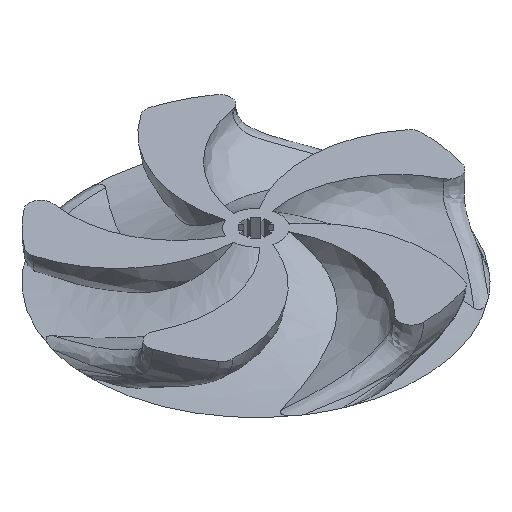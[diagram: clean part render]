
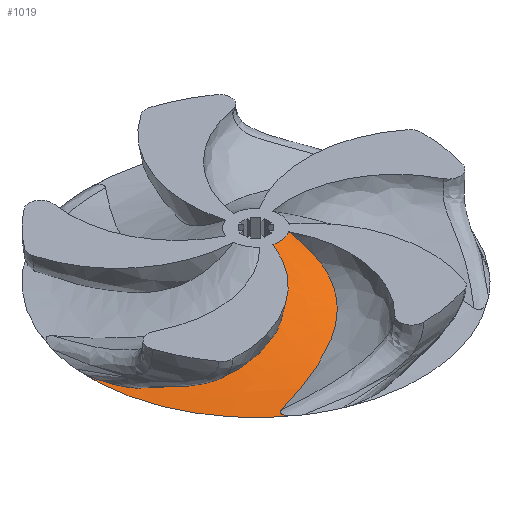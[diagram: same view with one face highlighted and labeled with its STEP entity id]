
A CAD part, isometric view. The second image highlights one B-rep face of the part: STEP entity #1019.
In plain terms, the highlighted free-form (B-spline) face has degree [2, 2] with [3, 5] control points.
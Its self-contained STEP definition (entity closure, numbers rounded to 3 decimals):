
#19=(
BOUNDED_SURFACE()
B_SPLINE_SURFACE(2,2,((#3547,#3548,#3549,#3550,#3551),(#3552,#3553,#3554,
#3555,#3556),(#3557,#3558,#3559,#3560,#3561)),.UNSPECIFIED.,.F.,.F.,.F.)
B_SPLINE_SURFACE_WITH_KNOTS((3,3),(3,2,3),(-2.214,-1.571),
(-1.126,0.,1.126),
 .UNSPECIFIED.)
GEOMETRIC_REPRESENTATION_ITEM()
RATIONAL_B_SPLINE_SURFACE(((1.,0.846,1.,0.846,1.),(0.949,
0.802,0.949,0.802,0.949),
(1.,0.846,1.,0.846,1.)))
REPRESENTATION_ITEM('')
SURFACE()
);
#20=B_SPLINE_CURVE_WITH_KNOTS('',3,(#1534,#1535,#1536,#1537,#1538,#1539,
#1540,#1541,#1542,#1543),.UNSPECIFIED.,.F.,.F.,(4,2,2,2,4),(0.,0.229,
0.678,1.016,1.378),.UNSPECIFIED.);
#28=B_SPLINE_CURVE_WITH_KNOTS('',3,(#1754,#1755,#1756,#1757,#1758,#1759,
#1760,#1761,#1762,#1763,#1764,#1765,#1766,#1767,#1768,#1769),
 .UNSPECIFIED.,.F.,.F.,(4,2,2,2,2,2,2,4),(0.,0.701,2.036,
3.408,5.055,7.232,8.433,8.907),
 .UNSPECIFIED.);
#51=B_SPLINE_CURVE_WITH_KNOTS('',3,(#2730,#2731,#2732,#2733,#2734,#2735,
#2736,#2737,#2738,#2739,#2740,#2741,#2742,#2743,#2744,#2745),
 .UNSPECIFIED.,.F.,.F.,(4,2,2,2,2,2,2,4),(0.,0.559,0.772,
0.885,0.964,1.039,1.133,1.247),
 .UNSPECIFIED.);
#54=B_SPLINE_CURVE_WITH_KNOTS('',3,(#2803,#2804,#2805,#2806,#2807,#2808,
#2809,#2810,#2811,#2812,#2813,#2814,#2815,#2816,#2817,#2818),
 .UNSPECIFIED.,.F.,.F.,(4,2,2,2,2,2,2,4),(0.002,1.547,
2.385,4.336,5.845,7.152,8.134,
9.131),.UNSPECIFIED.);
#106=CIRCLE('',#1049,70.);
#126=CIRCLE('',#1089,10.);
#181=FACE_OUTER_BOUND('',#238,.T.);
#238=EDGE_LOOP('',(#879,#880,#881,#882,#883,#884));
#396=VERTEX_POINT('',#1307);
#404=VERTEX_POINT('',#1323);
#443=VERTEX_POINT('',#1533);
#449=VERTEX_POINT('',#1753);
#468=VERTEX_POINT('',#2729);
#470=VERTEX_POINT('',#2802);
#505=EDGE_CURVE('',#396,#404,#106,.T.);
#565=EDGE_CURVE('',#443,#396,#20,.T.);
#573=EDGE_CURVE('',#449,#443,#28,.T.);
#604=EDGE_CURVE('',#404,#468,#51,.T.);
#607=EDGE_CURVE('',#468,#470,#54,.T.);
#634=EDGE_CURVE('',#449,#470,#126,.T.);
#879=ORIENTED_EDGE('',*,*,#604,.T.);
#880=ORIENTED_EDGE('',*,*,#607,.T.);
#881=ORIENTED_EDGE('',*,*,#634,.F.);
#882=ORIENTED_EDGE('',*,*,#573,.T.);
#883=ORIENTED_EDGE('',*,*,#565,.T.);
#884=ORIENTED_EDGE('',*,*,#505,.T.);
#1019=ADVANCED_FACE('',(#181),#19,.T.);
#1049=AXIS2_PLACEMENT_3D('',#1325,#1134,#1135);
#1089=AXIS2_PLACEMENT_3D('',#3562,#1273,#1274);
#1134=DIRECTION('center_axis',(0.,0.,1.));
#1135=DIRECTION('ref_axis',(1.,0.,0.));
#1273=DIRECTION('center_axis',(0.,0.,1.));
#1274=DIRECTION('ref_axis',(1.,0.,0.));
#1307=CARTESIAN_POINT('',(-69.714,6.319,0.));
#1323=CARTESIAN_POINT('',(-38.486,-58.471,0.));
#1325=CARTESIAN_POINT('Origin',(0.,0.,0.));
#1533=CARTESIAN_POINT('',(-62.582,-14.911,0.161));
#1534=CARTESIAN_POINT('Ctrl Pts',(-62.582,-14.911,0.161));
#1535=CARTESIAN_POINT('Ctrl Pts',(-63.201,-14.465,0.132));
#1536=CARTESIAN_POINT('Ctrl Pts',(-63.837,-13.818,0.109));
#1537=CARTESIAN_POINT('Ctrl Pts',(-65.711,-11.329,0.052));
#1538=CARTESIAN_POINT('Ctrl Pts',(-66.871,-9.023,0.031));
#1539=CARTESIAN_POINT('Ctrl Pts',(-68.503,-4.276,0.008));
#1540=CARTESIAN_POINT('Ctrl Pts',(-69.045,-2.089,0.004));
#1541=CARTESIAN_POINT('Ctrl Pts',(-69.749,2.31,0.));
#1542=CARTESIAN_POINT('Ctrl Pts',(-69.878,4.507,0.));
#1543=CARTESIAN_POINT('Ctrl Pts',(-69.714,6.319,0.));
#1753=CARTESIAN_POINT('',(-2.555,-9.668,20.));
#1754=CARTESIAN_POINT('Ctrl Pts',(-2.555,-9.668,20.));
#1755=CARTESIAN_POINT('Ctrl Pts',(-3.207,-11.423,18.603));
#1756=CARTESIAN_POINT('Ctrl Pts',(-4.001,-13.17,17.283));
#1757=CARTESIAN_POINT('Ctrl Pts',(-6.902,-18.105,13.659));
#1758=CARTESIAN_POINT('Ctrl Pts',(-9.263,-20.668,11.884));
#1759=CARTESIAN_POINT('Ctrl Pts',(-14.655,-24.616,8.904));
#1760=CARTESIAN_POINT('Ctrl Pts',(-17.798,-26.039,7.675));
#1761=CARTESIAN_POINT('Ctrl Pts',(-25.404,-27.835,5.329));
#1762=CARTESIAN_POINT('Ctrl Pts',(-29.782,-27.891,4.345));
#1763=CARTESIAN_POINT('Ctrl Pts',(-39.875,-26.46,2.438));
#1764=CARTESIAN_POINT('Ctrl Pts',(-45.6,-24.467,1.639));
#1765=CARTESIAN_POINT('Ctrl Pts',(-53.801,-20.486,0.759));
#1766=CARTESIAN_POINT('Ctrl Pts',(-56.667,-18.858,0.512));
#1767=CARTESIAN_POINT('Ctrl Pts',(-60.466,-16.393,0.268));
#1768=CARTESIAN_POINT('Ctrl Pts',(-61.533,-15.665,0.209));
#1769=CARTESIAN_POINT('Ctrl Pts',(-62.582,-14.911,0.161));
#2729=CARTESIAN_POINT('',(-41.327,-52.123,0.061));
#2730=CARTESIAN_POINT('Ctrl Pts',(-38.486,-58.471,0.));
#2731=CARTESIAN_POINT('Ctrl Pts',(-40.043,-57.446,0.));
#2732=CARTESIAN_POINT('Ctrl Pts',(-41.247,-56.425,0.));
#2733=CARTESIAN_POINT('Ctrl Pts',(-42.277,-55.15,0.001));
#2734=CARTESIAN_POINT('Ctrl Pts',(-42.555,-54.738,0.002));
#2735=CARTESIAN_POINT('Ctrl Pts',(-42.801,-54.093,0.005));
#2736=CARTESIAN_POINT('Ctrl Pts',(-42.858,-53.853,0.007));
#2737=CARTESIAN_POINT('Ctrl Pts',(-42.853,-53.445,0.011));
#2738=CARTESIAN_POINT('Ctrl Pts',(-42.821,-53.282,0.013));
#2739=CARTESIAN_POINT('Ctrl Pts',(-42.692,-52.981,0.019));
#2740=CARTESIAN_POINT('Ctrl Pts',(-42.6,-52.852,0.022));
#2741=CARTESIAN_POINT('Ctrl Pts',(-42.35,-52.595,0.03));
#2742=CARTESIAN_POINT('Ctrl Pts',(-42.182,-52.48,0.035));
#2743=CARTESIAN_POINT('Ctrl Pts',(-41.793,-52.275,0.047));
#2744=CARTESIAN_POINT('Ctrl Pts',(-41.559,-52.189,0.054));
#2745=CARTESIAN_POINT('Ctrl Pts',(-41.327,-52.123,0.061));
#2802=CARTESIAN_POINT('',(5.57,-8.305,20.));
#2803=CARTESIAN_POINT('Ctrl Pts',(-41.327,-52.123,0.061));
#2804=CARTESIAN_POINT('Ctrl Pts',(-36.374,-50.714,0.206));
#2805=CARTESIAN_POINT('Ctrl Pts',(-31.485,-49.377,0.602));
#2806=CARTESIAN_POINT('Ctrl Pts',(-24.22,-47.137,1.443));
#2807=CARTESIAN_POINT('Ctrl Pts',(-21.664,-46.295,1.789));
#2808=CARTESIAN_POINT('Ctrl Pts',(-13.347,-43.21,3.078));
#2809=CARTESIAN_POINT('Ctrl Pts',(-7.547,-40.471,4.224));
#2810=CARTESIAN_POINT('Ctrl Pts',(0.997,-33.838,6.772));
#2811=CARTESIAN_POINT('Ctrl Pts',(3.551,-30.809,7.902));
#2812=CARTESIAN_POINT('Ctrl Pts',(6.695,-25.316,10.109));
#2813=CARTESIAN_POINT('Ctrl Pts',(7.624,-22.61,11.255));
#2814=CARTESIAN_POINT('Ctrl Pts',(8.163,-17.751,13.655));
#2815=CARTESIAN_POINT('Ctrl Pts',(8.034,-15.73,14.765));
#2816=CARTESIAN_POINT('Ctrl Pts',(7.173,-11.812,17.249));
#2817=CARTESIAN_POINT('Ctrl Pts',(6.454,-10.002,18.574));
#2818=CARTESIAN_POINT('Ctrl Pts',(5.57,-8.305,20.));
#3547=CARTESIAN_POINT('Ctrl Pts',(-9.959,0.903,20.));
#3548=CARTESIAN_POINT('Ctrl Pts',(-10.529,-5.383,20.));
#3549=CARTESIAN_POINT('Ctrl Pts',(-5.1,-8.602,20.));
#3550=CARTESIAN_POINT('Ctrl Pts',(0.328,-11.82,20.));
#3551=CARTESIAN_POINT('Ctrl Pts',(5.57,-8.305,20.));
#3552=CARTESIAN_POINT('Ctrl Pts',(-36.517,3.31,0.));
#3553=CARTESIAN_POINT('Ctrl Pts',(-38.606,-19.736,0.));
#3554=CARTESIAN_POINT('Ctrl Pts',(-18.701,-31.539,0.));
#3555=CARTESIAN_POINT('Ctrl Pts',(1.203,-43.342,0.));
#3556=CARTESIAN_POINT('Ctrl Pts',(20.422,-30.453,0.));
#3557=CARTESIAN_POINT('Ctrl Pts',(-69.714,6.319,0.));
#3558=CARTESIAN_POINT('Ctrl Pts',(-73.702,-37.678,0.));
#3559=CARTESIAN_POINT('Ctrl Pts',(-35.703,-60.211,0.));
#3560=CARTESIAN_POINT('Ctrl Pts',(2.297,-82.743,0.));
#3561=CARTESIAN_POINT('Ctrl Pts',(38.988,-58.137,0.));
#3562=CARTESIAN_POINT('Origin',(0.,0.,20.));
